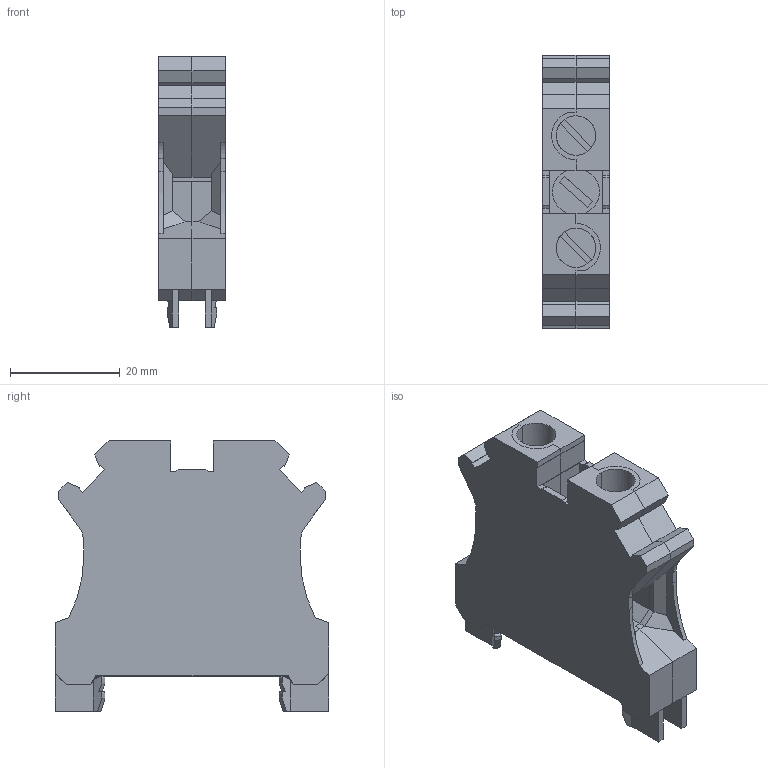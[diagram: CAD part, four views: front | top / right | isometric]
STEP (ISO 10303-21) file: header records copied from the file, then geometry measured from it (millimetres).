
FILE_DESCRIPTION(('STEP AP214'),'1');
FILE_NAME('cctmp_9078E82F-972C-467F-B601-10020946ECEA_2023_07_24_09_23_32_0248..stp','2023-07-24T07:23:32',('SIEMENS A&D'),('CADClick - www.CADClick.com'),'Spatial InterOp 3D postprocessed',' ','unknown authorization');
FILE_SCHEMA(('AUTOMOTIVE_DESIGN'));
Length unit declared in the file: millimetre
Products named in the file (1): 2023_07_24_09_23_32_0224
Bounding box: 12.15 x 50 x 49.35 mm (x, y, z)
Volume: 18663.1 mm3; surface area: 8458 mm2
Topology: 1 solids, 1 shells, 358 faces, 1001 edges, 650 vertices
Faces by surface type: plane 322, cylinder 24, cone 4, bspline 4, torus 4
Entity records: 12735 total; most frequent: CARTESIAN_POINT 2364, ORIENTED_EDGE 2002, DIRECTION 1799, EDGE_CURVE 1001, LINE 881, VECTOR 881, VERTEX_POINT 650, AXIS2_PLACEMENT_3D 459
